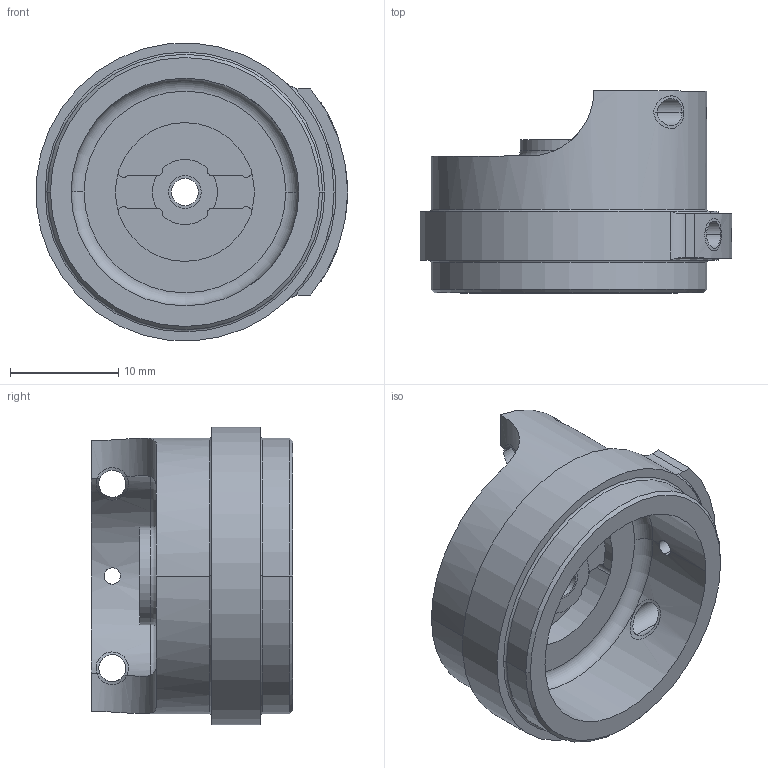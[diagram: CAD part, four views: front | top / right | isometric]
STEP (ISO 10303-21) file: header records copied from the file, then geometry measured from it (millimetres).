
FILE_DESCRIPTION((''),'2;1');
FILE_NAME('RC_IIT_010_P_032','2021-10-19T14:05:30',('silo-mech'),(''),'CREO PARAMETRIC BY PTC INC, 2020454','CREO PARAMETRIC BY PTC INC, 2020454','');
FILE_SCHEMA(('CONFIG_CONTROL_DESIGN'));
Length unit declared in the file: millimetre
Products named in the file (1): RC_IIT_010_P_032
Bounding box: 28.7 x 18.6 x 27.44 mm (x, y, z)
Volume: 4380.6 mm3; surface area: 3852.9 mm2
Topology: 1 solids, 6 shells, 95 faces, 257 edges, 166 vertices
Faces by surface type: cylinder 57, plane 22, torus 12, cone 4
Entity records: 3675 total; most frequent: CARTESIAN_POINT 1244, DIRECTION 496, ORIENTED_EDGE 494, EDGE_CURVE 257, AXIS2_PLACEMENT_3D 203, VERTEX_POINT 166, EDGE_LOOP 111, CIRCLE 107
